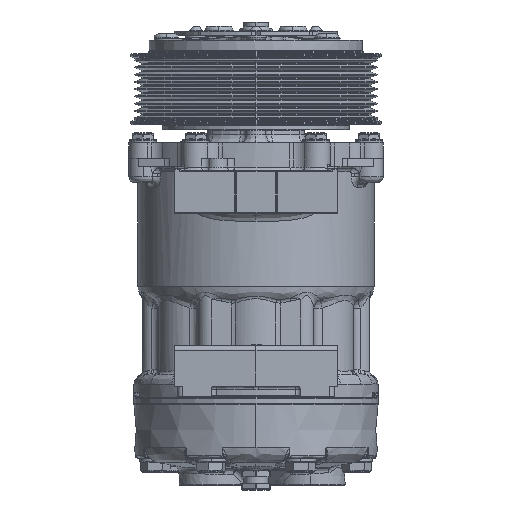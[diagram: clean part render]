
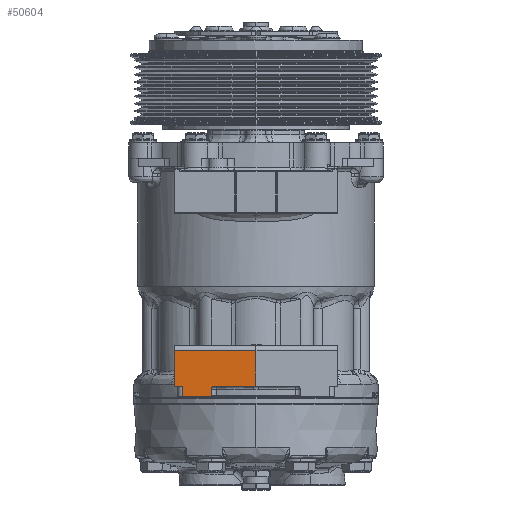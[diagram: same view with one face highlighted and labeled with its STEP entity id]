
A CAD part, front view. The second image highlights one B-rep face of the part: STEP entity #50604.
In plain terms, the highlighted planar face has unit normal (-0.049, -0.999, 0).
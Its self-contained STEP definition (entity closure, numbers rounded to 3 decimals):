
#48698 = EDGE_CURVE ( 'NONE', #48767, #48748, #70624, .T. ) ;
#48709 = VERTEX_POINT ( 'NONE', #70714 ) ;
#48722 = EDGE_CURVE ( 'NONE', #48709, #48748, #70663, .T. ) ;
#48748 = VERTEX_POINT ( 'NONE', #70770 ) ;
#48767 = VERTEX_POINT ( 'NONE', #70753 ) ;
#49718 = VERTEX_POINT ( 'NONE', #74679 ) ;
#49723 = EDGE_CURVE ( 'NONE', #49718, #49726, #74643, .T. ) ;
#49726 = VERTEX_POINT ( 'NONE', #74638 ) ;
#50604 = ADVANCED_FACE ( 'NONE', ( #79179 ), #79266, .F. ) ;
#50607 = EDGE_LOOP ( 'NONE', ( #50612, #50743, #50748, #50750, #50752, #50754, #50756, #50762, #50711, #50715 ) ) ;
#50612 = ORIENTED_EDGE ( 'NONE', *, *, #50614, .F. ) ;
#50614 = EDGE_CURVE ( 'NONE', #50616, #50618, #79343, .T. ) ;
#50616 = VERTEX_POINT ( 'NONE', #79335 ) ;
#50618 = VERTEX_POINT ( 'NONE', #79333 ) ;
#50711 = ORIENTED_EDGE ( 'NONE', *, *, #50713, .F. ) ;
#50713 = EDGE_CURVE ( 'NONE', #50767, #50766, #78758, .T. ) ;
#50715 = ORIENTED_EDGE ( 'NONE', *, *, #50717, .F. ) ;
#50717 = EDGE_CURVE ( 'NONE', #50618, #50767, #79483, .T. ) ;
#50743 = ORIENTED_EDGE ( 'NONE', *, *, #50745, .F. ) ;
#50745 = EDGE_CURVE ( 'NONE', #48709, #50616, #79550, .T. ) ;
#50748 = ORIENTED_EDGE ( 'NONE', *, *, #48722, .T. ) ;
#50750 = ORIENTED_EDGE ( 'NONE', *, *, #48698, .F. ) ;
#50752 = ORIENTED_EDGE ( 'NONE', *, *, #50782, .F. ) ;
#50754 = ORIENTED_EDGE ( 'NONE', *, *, #49723, .F. ) ;
#50756 = ORIENTED_EDGE ( 'NONE', *, *, #50758, .F. ) ;
#50758 = EDGE_CURVE ( 'NONE', #50760, #49718, #79540, .T. ) ;
#50760 = VERTEX_POINT ( 'NONE', #79533 ) ;
#50762 = ORIENTED_EDGE ( 'NONE', *, *, #50764, .F. ) ;
#50764 = EDGE_CURVE ( 'NONE', #50766, #50760, #79529, .T. ) ;
#50766 = VERTEX_POINT ( 'NONE', #79522 ) ;
#50767 = VERTEX_POINT ( 'NONE', #79520 ) ;
#50782 = EDGE_CURVE ( 'NONE', #49726, #48767, #79512, .T. ) ;
#70620 = DIRECTION ( 'NONE',  ( -0.999, 0.049, 0. ) ) ;
#70621 = VECTOR ( 'NONE', #70620, 1000. ) ;
#70622 = CARTESIAN_POINT ( 'NONE',  ( 0., -75., 6. ) ) ;
#70624 = LINE ( 'NONE', #70622, #70621 ) ;
#70656 = DIRECTION ( 'NONE',  ( 0., 0., -1. ) ) ;
#70657 = VECTOR ( 'NONE', #70656, 1000. ) ;
#70660 = CARTESIAN_POINT ( 'NONE',  ( -40., -73.049, 26. ) ) ;
#70663 = LINE ( 'NONE', #70660, #70657 ) ;
#70714 = CARTESIAN_POINT ( 'NONE',  ( -40., -73.049, 23.5 ) ) ;
#70753 = CARTESIAN_POINT ( 'NONE',  ( -36.122, -73.238, 6. ) ) ;
#70770 = CARTESIAN_POINT ( 'NONE',  ( -40., -73.049, 6. ) ) ;
#74638 = CARTESIAN_POINT ( 'NONE',  ( -36.122, -73.238, 1. ) ) ;
#74639 = DIRECTION ( 'NONE',  ( -0.999, 0.049, 0. ) ) ;
#74641 = VECTOR ( 'NONE', #74639, 1000. ) ;
#74642 = CARTESIAN_POINT ( 'NONE',  ( -22.487, -73.903, 1. ) ) ;
#74643 = LINE ( 'NONE', #74642, #74641 ) ;
#74679 = CARTESIAN_POINT ( 'NONE',  ( -22.487, -73.903, 1. ) ) ;
#78718 = CARTESIAN_POINT ( 'NONE',  ( -21.422, -73.955, 5.58 ) ) ;
#78720 = CARTESIAN_POINT ( 'NONE',  ( -21.418, -73.955, 5.584 ) ) ;
#78721 = CARTESIAN_POINT ( 'NONE',  ( -21.407, -73.956, 5.595 ) ) ;
#78723 = CARTESIAN_POINT ( 'NONE',  ( -21.385, -73.957, 5.615 ) ) ;
#78725 = CARTESIAN_POINT ( 'NONE',  ( -21.365, -73.958, 5.633 ) ) ;
#78726 = CARTESIAN_POINT ( 'NONE',  ( -21.323, -73.96, 5.668 ) ) ;
#78728 = CARTESIAN_POINT ( 'NONE',  ( -21.293, -73.961, 5.692 ) ) ;
#78730 = CARTESIAN_POINT ( 'NONE',  ( -21.194, -73.966, 5.763 ) ) ;
#78731 = CARTESIAN_POINT ( 'NONE',  ( -21.118, -73.97, 5.81 ) ) ;
#78733 = CARTESIAN_POINT ( 'NONE',  ( -20.857, -73.983, 5.936 ) ) ;
#78735 = CARTESIAN_POINT ( 'NONE',  ( -20.637, -73.993, 6. ) ) ;
#78750 = CARTESIAN_POINT ( 'NONE',  ( -20.382, -74.006, 6. ) ) ;
#78758 = B_SPLINE_CURVE_WITH_KNOTS ( 'NONE', 3,
 ( #78750, #78735, #78733, #78731, #78730, #78728, #78726, #78725, #78723, #78721, #78720, #78718, #79365, #79359, #79496, #79494, #79492, #79490, #79488 ),
 .UNSPECIFIED., .F., .F.,
 ( 4, 2, 2, 2, 1, 1, 1, 2, 2, 2, 4 ),
 ( 0., 0.25, 0.375, 0.437, 0.469, 0.484, 0.492, 0.496, 0.5, 0.75, 1. ),
 .UNSPECIFIED. ) ;
#79179 = FACE_OUTER_BOUND ( 'NONE', #50607, .T. ) ;
#79266 = PLANE ( 'NONE',  #79289 ) ;
#79281 = DIRECTION ( 'NONE',  ( -0.999, 0.049, 0. ) ) ;
#79282 = DIRECTION ( 'NONE',  ( 0.049, 0.999, 0. ) ) ;
#79283 = CARTESIAN_POINT ( 'NONE',  ( 0., -75., 1. ) ) ;
#79289 = AXIS2_PLACEMENT_3D ( 'NONE', #79283, #79282, #79281 ) ;
#79333 = CARTESIAN_POINT ( 'NONE',  ( 0., -75., 6. ) ) ;
#79335 = CARTESIAN_POINT ( 'NONE',  ( 0., -75., 23.5 ) ) ;
#79338 = DIRECTION ( 'NONE',  ( 0., 0., -1. ) ) ;
#79339 = VECTOR ( 'NONE', #79338, 1000. ) ;
#79341 = CARTESIAN_POINT ( 'NONE',  ( 0., -75., 1. ) ) ;
#79343 = LINE ( 'NONE', #79341, #79339 ) ;
#79359 = CARTESIAN_POINT ( 'NONE',  ( -21.426, -73.955, 5.577 ) ) ;
#79365 = CARTESIAN_POINT ( 'NONE',  ( -21.425, -73.955, 5.577 ) ) ;
#79477 = DIRECTION ( 'NONE',  ( -0.999, 0.049, 0. ) ) ;
#79478 = VECTOR ( 'NONE', #79477, 1000. ) ;
#79480 = CARTESIAN_POINT ( 'NONE',  ( 0., -75., 6. ) ) ;
#79483 = LINE ( 'NONE', #79480, #79478 ) ;
#79488 = CARTESIAN_POINT ( 'NONE',  ( -21.881, -73.933, 4.539 ) ) ;
#79490 = CARTESIAN_POINT ( 'NONE',  ( -21.876, -73.933, 4.721 ) ) ;
#79492 = CARTESIAN_POINT ( 'NONE',  ( -21.838, -73.935, 4.908 ) ) ;
#79494 = CARTESIAN_POINT ( 'NONE',  ( -21.687, -73.942, 5.264 ) ) ;
#79496 = CARTESIAN_POINT ( 'NONE',  ( -21.574, -73.948, 5.432 ) ) ;
#79497 = DIRECTION ( 'NONE',  ( 0., 0., 1. ) ) ;
#79498 = VECTOR ( 'NONE', #79497, 1000. ) ;
#79499 = CARTESIAN_POINT ( 'NONE',  ( -36.122, -73.238, 1. ) ) ;
#79512 = LINE ( 'NONE', #79499, #79498 ) ;
#79520 = CARTESIAN_POINT ( 'NONE',  ( -20.382, -74.006, 6. ) ) ;
#79522 = CARTESIAN_POINT ( 'NONE',  ( -21.881, -73.933, 4.539 ) ) ;
#79524 = DIRECTION ( 'NONE',  ( -0.026, 0.001, -1. ) ) ;
#79525 = VECTOR ( 'NONE', #79524, 1000. ) ;
#79527 = CARTESIAN_POINT ( 'NONE',  ( -21.881, -73.933, 4.539 ) ) ;
#79529 = LINE ( 'NONE', #79527, #79525 ) ;
#79533 = CARTESIAN_POINT ( 'NONE',  ( -21.961, -73.929, 1.499 ) ) ;
#79535 = DIRECTION ( 'NONE',  ( -0.725, 0.035, -0.688 ) ) ;
#79536 = VECTOR ( 'NONE', #79535, 1000. ) ;
#79538 = CARTESIAN_POINT ( 'NONE',  ( -21.961, -73.929, 1.499 ) ) ;
#79540 = LINE ( 'NONE', #79538, #79536 ) ;
#79545 = DIRECTION ( 'NONE',  ( 0.999, -0.049, 0. ) ) ;
#79546 = VECTOR ( 'NONE', #79545, 1000. ) ;
#79548 = CARTESIAN_POINT ( 'NONE',  ( -40.363, -73.031, 23.5 ) ) ;
#79550 = LINE ( 'NONE', #79548, #79546 ) ;
